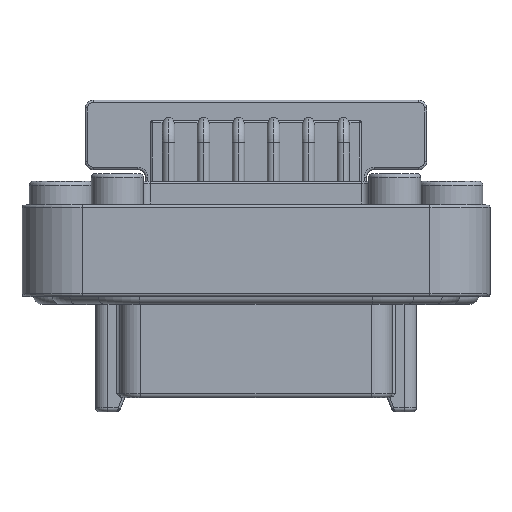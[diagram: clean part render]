
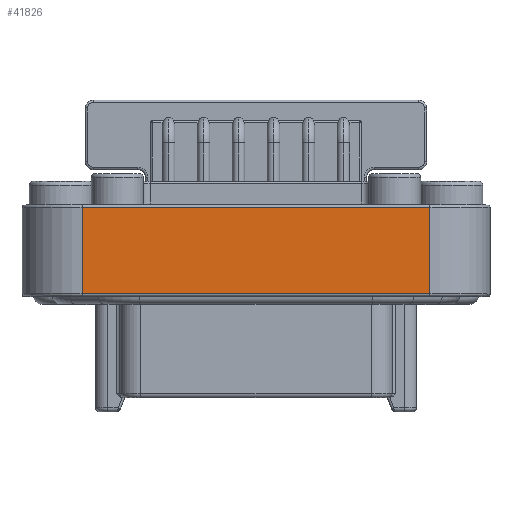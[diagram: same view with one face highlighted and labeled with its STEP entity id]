
A CAD part, top view. The second image highlights one B-rep face of the part: STEP entity #41826.
In plain terms, the highlighted planar face has unit normal (0, 0, 1).
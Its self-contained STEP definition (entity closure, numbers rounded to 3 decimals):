
#15921=DIRECTION('',(0.,1.,0.));
#15922=VECTOR('',#15921,10.96);
#15923=CARTESIAN_POINT('',(22.,19.59,17.625));
#15924=LINE('',#15923,#15922);
#15930=DIRECTION('',(-1.,0.,0.));
#15931=VECTOR('',#15930,44.);
#15932=CARTESIAN_POINT('',(22.,19.59,17.625));
#15933=LINE('',#15932,#15931);
#15934=DIRECTION('',(0.,1.,0.));
#15935=VECTOR('',#15934,10.96);
#15936=CARTESIAN_POINT('',(-22.,19.59,17.625));
#15937=LINE('',#15936,#15935);
#15938=DIRECTION('',(1.,0.,0.));
#15939=VECTOR('',#15938,44.);
#15940=CARTESIAN_POINT('',(-22.,30.55,17.625));
#15941=LINE('',#15940,#15939);
#16960=CARTESIAN_POINT('',(22.,19.59,17.625));
#16961=VERTEX_POINT('',#16960);
#16964=CARTESIAN_POINT('',(-22.,19.59,17.625));
#16965=VERTEX_POINT('',#16964);
#16970=CARTESIAN_POINT('',(22.,30.55,17.625));
#16972=VERTEX_POINT('',#16970);
#16976=CARTESIAN_POINT('',(-22.,30.55,17.625));
#16977=VERTEX_POINT('',#16976);
#41814=CARTESIAN_POINT('',(-22.,19.29,17.625));
#41815=DIRECTION('',(0.,0.,1.));
#41816=DIRECTION('',(1.,0.,0.));
#41817=AXIS2_PLACEMENT_3D('',#41814,#41815,#41816);
#41818=PLANE('',#41817);
#41819=ORIENTED_EDGE('',*,*,#30969,.T.);
#41820=ORIENTED_EDGE('',*,*,#30998,.T.);
#41822=ORIENTED_EDGE('',*,*,#41821,.T.);
#41823=ORIENTED_EDGE('',*,*,#41807,.F.);
#41824=EDGE_LOOP('',(#41819,#41820,#41822,#41823));
#41825=FACE_OUTER_BOUND('',#41824,.F.);
#41826=ADVANCED_FACE('',(#41825),#41818,.T.);
#30969=EDGE_CURVE('',#16961,#16965,#15933,.T.);
#30998=EDGE_CURVE('',#16965,#16977,#15937,.T.);
#41807=EDGE_CURVE('',#16961,#16972,#15924,.T.);
#41821=EDGE_CURVE('',#16977,#16972,#15941,.T.);
